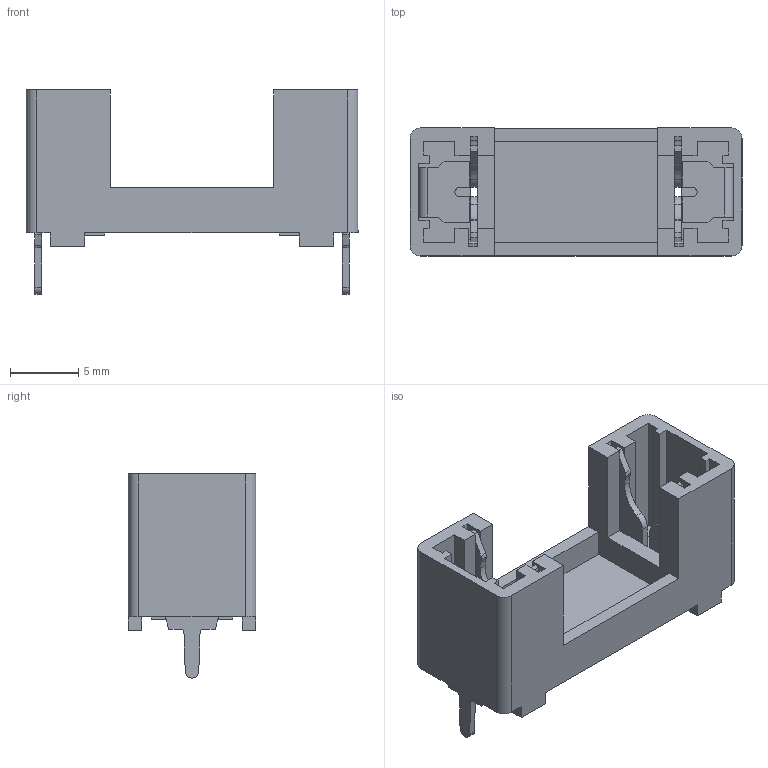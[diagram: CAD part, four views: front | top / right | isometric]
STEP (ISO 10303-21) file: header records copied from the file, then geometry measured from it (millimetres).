
FILE_DESCRIPTION(('STEP AP242'),'1');
FILE_NAME('696108003002.stp','2022-05-13T17:58:33',('TraceParts'),('TraceParts S.A.'),'Spatial InterOp 3D',' ',' ');
FILE_SCHEMA(('AP242_MANAGED_MODEL_BASED_3D_ENGINEERING_MIM_LF {1 0 10303 442 1 1 4}'));
Length unit declared in the file: millimetre
Products named in the file (1): 696108003002
Bounding box: 24.4 x 9.4 x 15 mm (x, y, z)
Volume: 861.7 mm3; surface area: 1808.4 mm2
Topology: 1 solids, 1 shells, 212 faces, 640 edges, 420 vertices
Faces by surface type: plane 174, cylinder 38
Entity records: 8828 total; most frequent: ORIENTED_EDGE 1280, CARTESIAN_POINT 1273, DIRECTION 1146, EDGE_CURVE 640, LINE 560, VECTOR 560, VERTEX_POINT 420, AXIS2_PLACEMENT_3D 293
